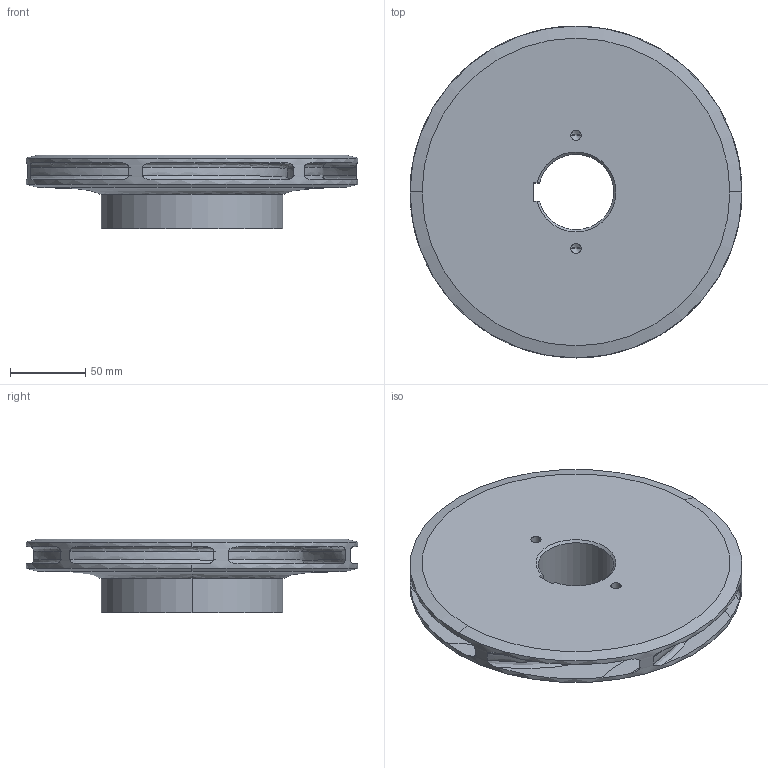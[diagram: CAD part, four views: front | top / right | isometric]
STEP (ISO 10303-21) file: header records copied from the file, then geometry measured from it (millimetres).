
FILE_DESCRIPTION(/* description */ (''),/* implementation_level */ '2;1');
FILE_NAME(/* name */ 'rk_45_180_xbg_v5_v3_stp.stp',/* time_stamp */ '2022-07-04T13:26:32+03:00',/* author */ (''),/* organization */ (''),/* preprocessor_version */ 'ST-DEVELOPER v15',/* originating_system */ 'SIEMENS PLM Software NX 9.0',/* authorisation */ '');
FILE_SCHEMA (('AP203_CONFIGURATION_CONTROLLED_3D_DESIGN_OF_MECHANICAL_PARTS_AND_ASSEMBLIES_MIM_LF { 1 0 10303 403 2 1 2}'));
Length unit declared in the file: millimetre
Products named in the file (1): Stro4050E04Chrnk
Bounding box: 220 x 220 x 49 mm (x, y, z)
Volume: 549840.8 mm3; surface area: 178163.9 mm2
Topology: 1 solids, 1 shells, 100 faces, 289 edges, 183 vertices
Faces by surface type: bspline 56, revolution 14, cylinder 13, cone 10, plane 7
Entity records: 24454 total; most frequent: CARTESIAN_POINT 22146, ORIENTED_EDGE 570, DIRECTION 313, EDGE_CURVE 285, VERTEX_POINT 183, B_SPLINE_CURVE_WITH_KNOTS 146, AXIS2_PLACEMENT_3D 124, EDGE_LOOP 110
